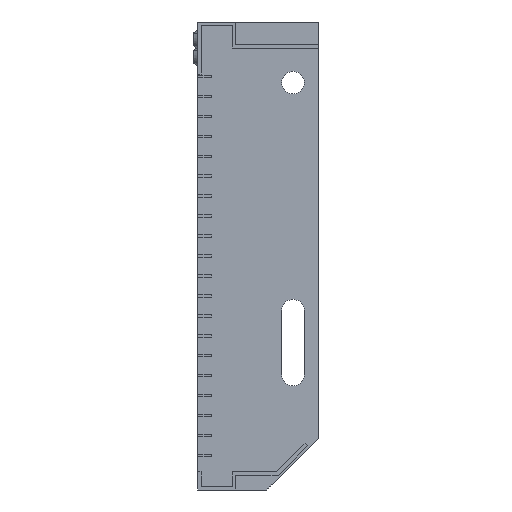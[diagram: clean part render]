
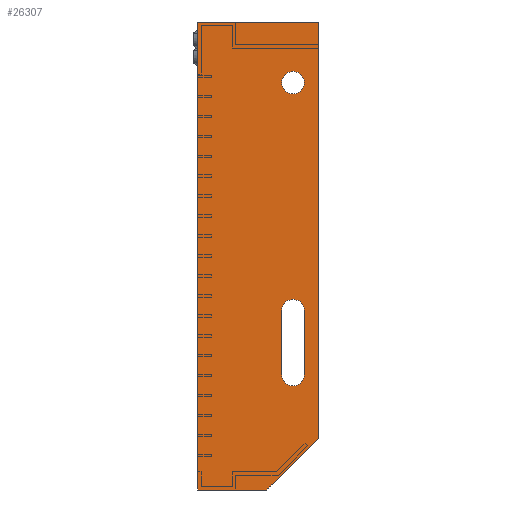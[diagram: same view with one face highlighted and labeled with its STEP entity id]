
A CAD part, left-side view. The second image highlights one B-rep face of the part: STEP entity #26307.
In plain terms, the highlighted planar face has unit normal (-1, 0, 0).
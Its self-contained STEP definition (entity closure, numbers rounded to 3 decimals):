
#375 = VERTEX_POINT ( 'NONE', #14185 ) ;
#454 = CARTESIAN_POINT ( 'NONE',  ( -650., 8.5, -203.5 ) ) ;
#622 = DIRECTION ( 'NONE',  ( 0., 0., -1. ) ) ;
#1170 = EDGE_CURVE ( 'NONE', #5779, #17245, #27030, .T. ) ;
#1240 = CARTESIAN_POINT ( 'NONE',  ( -650., 30., -270. ) ) ;
#1399 = CIRCLE ( 'NONE', #23890, 6.5 ) ;
#2066 = ORIENTED_EDGE ( 'NONE', *, *, #3280, .T. ) ;
#2299 = CARTESIAN_POINT ( 'NONE',  ( -650., 70., 0. ) ) ;
#2431 = VERTEX_POINT ( 'NONE', #7897 ) ;
#2480 = EDGE_CURVE ( 'NONE', #17245, #24636, #13650, .T. ) ;
#2503 = DIRECTION ( 'NONE',  ( 0., 0., 1. ) ) ;
#2759 = CIRCLE ( 'NONE', #16842, 6.5 ) ;
#3085 = ORIENTED_EDGE ( 'NONE', *, *, #1170, .F. ) ;
#3280 = EDGE_CURVE ( 'NONE', #17813, #31895, #3766, .T. ) ;
#3308 = DIRECTION ( 'NONE',  ( 0., 0., -1. ) ) ;
#3329 = DIRECTION ( 'NONE',  ( 1., 0., 0. ) ) ;
#3507 = CARTESIAN_POINT ( 'NONE',  ( -650., 0., -240. ) ) ;
#3747 = CARTESIAN_POINT ( 'NONE',  ( -650., 0., 0. ) ) ;
#3766 = LINE ( 'NONE', #14564, #36016 ) ;
#3830 = VECTOR ( 'NONE', #8116, 1000. ) ;
#3894 = EDGE_CURVE ( 'NONE', #29980, #17813, #2759, .T. ) ;
#4040 = FACE_BOUND ( 'NONE', #26951, .T. ) ;
#5007 = DIRECTION ( 'NONE',  ( 0., 0., -1. ) ) ;
#5013 = AXIS2_PLACEMENT_3D ( 'NONE', #20780, #8532, #21172 ) ;
#5024 = FACE_OUTER_BOUND ( 'NONE', #25806, .T. ) ;
#5779 = VERTEX_POINT ( 'NONE', #10650 ) ;
#6746 = CARTESIAN_POINT ( 'NONE',  ( -650., 8.5, -166.5 ) ) ;
#7897 = CARTESIAN_POINT ( 'NONE',  ( -650., 30., -270. ) ) ;
#8116 = DIRECTION ( 'NONE',  ( 0., 1., 0. ) ) ;
#8488 = VERTEX_POINT ( 'NONE', #454 ) ;
#8532 = DIRECTION ( 'NONE',  ( 1., 0., 0. ) ) ;
#9309 = ORIENTED_EDGE ( 'NONE', *, *, #25997, .T. ) ;
#9316 = CIRCLE ( 'NONE', #15333, 6.5 ) ;
#9501 = DIRECTION ( 'NONE',  ( 0., 0., -1. ) ) ;
#10650 = CARTESIAN_POINT ( 'NONE',  ( -650., 70., 0. ) ) ;
#10726 = CARTESIAN_POINT ( 'NONE',  ( -650., 0., 0. ) ) ;
#12093 = ORIENTED_EDGE ( 'NONE', *, *, #3894, .T. ) ;
#12785 = CARTESIAN_POINT ( 'NONE',  ( -650., 15., -35. ) ) ;
#13081 = CARTESIAN_POINT ( 'NONE',  ( -650., 15., -203.5 ) ) ;
#13650 = LINE ( 'NONE', #17564, #17526 ) ;
#14185 = CARTESIAN_POINT ( 'NONE',  ( -650., 70., -270. ) ) ;
#14299 = CARTESIAN_POINT ( 'NONE',  ( -650., 70., -270. ) ) ;
#14321 = DIRECTION ( 'NONE',  ( 0., 0., 1. ) ) ;
#14564 = CARTESIAN_POINT ( 'NONE',  ( -650., 21.5, -203.5 ) ) ;
#14604 = ORIENTED_EDGE ( 'NONE', *, *, #37224, .F. ) ;
#14731 = CARTESIAN_POINT ( 'NONE',  ( -650., 21.5, -166.5 ) ) ;
#14893 = DIRECTION ( 'NONE',  ( 0., 0., 1. ) ) ;
#15333 = AXIS2_PLACEMENT_3D ( 'NONE', #29730, #36282, #17712 ) ;
#15816 = VERTEX_POINT ( 'NONE', #18038 ) ;
#16117 = EDGE_CURVE ( 'NONE', #375, #5779, #27385, .T. ) ;
#16842 = AXIS2_PLACEMENT_3D ( 'NONE', #31325, #28457, #622 ) ;
#17073 = DIRECTION ( 'NONE',  ( 0., 0.707, -0.707 ) ) ;
#17245 = VERTEX_POINT ( 'NONE', #23874 ) ;
#17526 = VECTOR ( 'NONE', #5007, 1000. ) ;
#17564 = CARTESIAN_POINT ( 'NONE',  ( -650., 0., -240. ) ) ;
#17656 = EDGE_CURVE ( 'NONE', #35024, #15816, #1399, .T. ) ;
#17712 = DIRECTION ( 'NONE',  ( 0., 0., -1. ) ) ;
#17813 = VERTEX_POINT ( 'NONE', #32774 ) ;
#18038 = CARTESIAN_POINT ( 'NONE',  ( -650., 15., -41.5 ) ) ;
#18285 = ORIENTED_EDGE ( 'NONE', *, *, #2480, .F. ) ;
#19009 = LINE ( 'NONE', #14299, #3830 ) ;
#19201 = EDGE_LOOP ( 'NONE', ( #9309, #22356, #12093, #2066, #34439 ) ) ;
#19227 = CARTESIAN_POINT ( 'NONE',  ( -650., 15., -28.5 ) ) ;
#20666 = DIRECTION ( 'NONE',  ( 1., 0., 0. ) ) ;
#20780 = CARTESIAN_POINT ( 'NONE',  ( -650., 15., -166.5 ) ) ;
#21172 = DIRECTION ( 'NONE',  ( 0., 0., -1. ) ) ;
#22121 = DIRECTION ( 'NONE',  ( 1., 0., 0. ) ) ;
#22356 = ORIENTED_EDGE ( 'NONE', *, *, #31046, .T. ) ;
#22780 = ORIENTED_EDGE ( 'NONE', *, *, #40075, .T. ) ;
#22831 = PLANE ( 'NONE',  #34839 ) ;
#23849 = CARTESIAN_POINT ( 'NONE',  ( -650., 8.5, -166.5 ) ) ;
#23874 = CARTESIAN_POINT ( 'NONE',  ( -650., 0., 0. ) ) ;
#23890 = AXIS2_PLACEMENT_3D ( 'NONE', #12785, #22121, #3308 ) ;
#24636 = VERTEX_POINT ( 'NONE', #3507 ) ;
#24867 = VECTOR ( 'NONE', #17073, 1000. ) ;
#25806 = EDGE_LOOP ( 'NONE', ( #18285, #3085, #32365, #30564, #14604 ) ) ;
#25997 = EDGE_CURVE ( 'NONE', #30859, #8488, #28490, .T. ) ;
#26307 = ADVANCED_FACE ( 'NONE', ( #36301, #4040, #5024 ), #22831, .F. ) ;
#26951 = EDGE_LOOP ( 'NONE', ( #22780, #33464 ) ) ;
#27030 = LINE ( 'NONE', #3747, #29999 ) ;
#27385 = LINE ( 'NONE', #2299, #28378 ) ;
#27487 = VECTOR ( 'NONE', #9501, 1000. ) ;
#28378 = VECTOR ( 'NONE', #14893, 1000. ) ;
#28457 = DIRECTION ( 'NONE',  ( 1., 0., 0. ) ) ;
#28490 = LINE ( 'NONE', #6746, #27487 ) ;
#28733 = DIRECTION ( 'NONE',  ( 0., 0., -1. ) ) ;
#29303 = LINE ( 'NONE', #1240, #24867 ) ;
#29730 = CARTESIAN_POINT ( 'NONE',  ( -650., 15., -35. ) ) ;
#29980 = VERTEX_POINT ( 'NONE', #37192 ) ;
#29999 = VECTOR ( 'NONE', #31591, 1000. ) ;
#30564 = ORIENTED_EDGE ( 'NONE', *, *, #31287, .F. ) ;
#30859 = VERTEX_POINT ( 'NONE', #23849 ) ;
#31046 = EDGE_CURVE ( 'NONE', #8488, #29980, #32178, .T. ) ;
#31287 = EDGE_CURVE ( 'NONE', #2431, #375, #19009, .T. ) ;
#31325 = CARTESIAN_POINT ( 'NONE',  ( -650., 15., -203.5 ) ) ;
#31591 = DIRECTION ( 'NONE',  ( 0., -1., 0. ) ) ;
#31895 = VERTEX_POINT ( 'NONE', #14731 ) ;
#32178 = CIRCLE ( 'NONE', #34157, 6.5 ) ;
#32365 = ORIENTED_EDGE ( 'NONE', *, *, #16117, .F. ) ;
#32774 = CARTESIAN_POINT ( 'NONE',  ( -650., 21.5, -203.5 ) ) ;
#33464 = ORIENTED_EDGE ( 'NONE', *, *, #17656, .T. ) ;
#34157 = AXIS2_PLACEMENT_3D ( 'NONE', #13081, #3329, #28733 ) ;
#34439 = ORIENTED_EDGE ( 'NONE', *, *, #36891, .T. ) ;
#34839 = AXIS2_PLACEMENT_3D ( 'NONE', #10726, #20666, #14321 ) ;
#35024 = VERTEX_POINT ( 'NONE', #19227 ) ;
#36016 = VECTOR ( 'NONE', #2503, 1000. ) ;
#36282 = DIRECTION ( 'NONE',  ( 1., 0., 0. ) ) ;
#36301 = FACE_BOUND ( 'NONE', #19201, .T. ) ;
#36891 = EDGE_CURVE ( 'NONE', #31895, #30859, #39163, .T. ) ;
#37192 = CARTESIAN_POINT ( 'NONE',  ( -650., 15., -210. ) ) ;
#37224 = EDGE_CURVE ( 'NONE', #24636, #2431, #29303, .T. ) ;
#39163 = CIRCLE ( 'NONE', #5013, 6.5 ) ;
#40075 = EDGE_CURVE ( 'NONE', #15816, #35024, #9316, .T. ) ;
